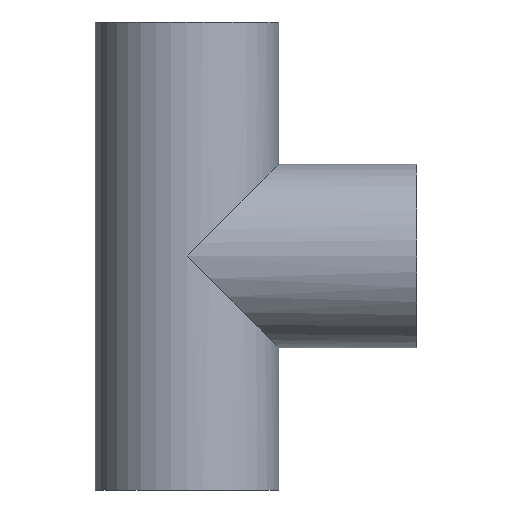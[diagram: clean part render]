
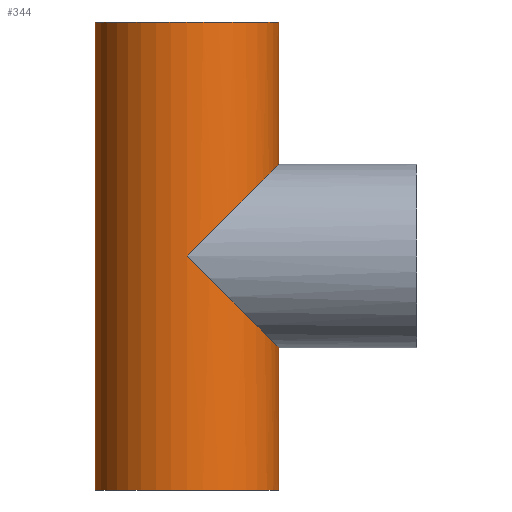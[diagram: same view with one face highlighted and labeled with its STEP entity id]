
A CAD part, front view. The second image highlights one B-rep face of the part: STEP entity #344.
In plain terms, the highlighted cylindrical face has radius 90 mm (diameter 180 mm), a partial arc.
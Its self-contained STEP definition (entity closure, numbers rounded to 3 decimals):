
#11 = EDGE_LOOP ( 'NONE', ( #107, #191, #235, #446, #398, #60, #333 ) ) ;
#20 = CIRCLE ( 'NONE', #78, 90. ) ;
#26 = CARTESIAN_POINT ( 'NONE',  ( 90., 0., 229. ) ) ;
#40 = CARTESIAN_POINT ( 'NONE',  ( 90., -52.721, 90. ) ) ;
#41 = EDGE_CURVE ( 'NONE', #165, #367, #226, .T. ) ;
#50 = CARTESIAN_POINT ( 'NONE',  ( 0., 0., 229. ) ) ;
#57 = CARTESIAN_POINT ( 'NONE',  ( 0., -90., 0. ) ) ;
#60 = ORIENTED_EDGE ( 'NONE', *, *, #385, .F. ) ;
#70 = VERTEX_POINT ( 'NONE', #280 ) ;
#72 = CARTESIAN_POINT ( 'NONE',  ( -90., 0., -229. ) ) ;
#78 = AXIS2_PLACEMENT_3D ( 'NONE', #416, #388, #222 ) ;
#96 = VECTOR ( 'NONE', #212, 1000. ) ;
#105 = DIRECTION ( 'NONE',  ( 0., 0., -1. ) ) ;
#107 = ORIENTED_EDGE ( 'NONE', *, *, #161, .F. ) ;
#114 = EDGE_CURVE ( 'NONE', #203, #144, #353, .T. ) ;
#122 = VERTEX_POINT ( 'NONE', #313 ) ;
#130 = VERTEX_POINT ( 'NONE', #26 ) ;
#141 = LINE ( 'NONE', #348, #96 ) ;
#144 = VERTEX_POINT ( 'NONE', #318 ) ;
#150 = DIRECTION ( 'NONE',  ( 0., 0., -1. ) ) ;
#151 = CARTESIAN_POINT ( 'NONE',  ( 90., 0., 229. ) ) ;
#161 = EDGE_CURVE ( 'NONE', #130, #203, #278, .T. ) ;
#165 = VERTEX_POINT ( 'NONE', #72 ) ;
#179 = EDGE_CURVE ( 'NONE', #122, #165, #141, .T. ) ;
#191 = ORIENTED_EDGE ( 'NONE', *, *, #202, .F. ) ;
#202 = EDGE_CURVE ( 'NONE', #122, #130, #20, .T. ) ;
#203 = VERTEX_POINT ( 'NONE', #218 ) ;
#208 = DIRECTION ( 'NONE',  ( 0., 0., 1. ) ) ;
#212 = DIRECTION ( 'NONE',  ( 0., 0., -1. ) ) ;
#218 = CARTESIAN_POINT ( 'NONE',  ( 90., 0., 90. ) ) ;
#221 =( BOUNDED_CURVE ( )  B_SPLINE_CURVE ( 3, ( #57, #365, #427, #227 ),
 .UNSPECIFIED., .F., .F. ) 
 B_SPLINE_CURVE_WITH_KNOTS ( ( 4, 4 ),
 ( 4.712, 6.283 ),
 .UNSPECIFIED. ) 
 CURVE ( )  GEOMETRIC_REPRESENTATION_ITEM ( )  RATIONAL_B_SPLINE_CURVE ( ( 1., 0.805, 0.805, 1. ) ) 
 REPRESENTATION_ITEM ( '' )  );
#222 = DIRECTION ( 'NONE',  ( 1., 0., 0. ) ) ;
#226 = CIRCLE ( 'NONE', #297, 90. ) ;
#227 = CARTESIAN_POINT ( 'NONE',  ( 90., 0., -90. ) ) ;
#235 = ORIENTED_EDGE ( 'NONE', *, *, #179, .T. ) ;
#240 = CARTESIAN_POINT ( 'NONE',  ( 90., 0., 90. ) ) ;
#248 = CARTESIAN_POINT ( 'NONE',  ( 0., 0., -229. ) ) ;
#254 = LINE ( 'NONE', #151, #326 ) ;
#256 = FACE_OUTER_BOUND ( 'NONE', #11, .T. ) ;
#258 = DIRECTION ( 'NONE',  ( -1., 0., 0. ) ) ;
#260 = EDGE_CURVE ( 'NONE', #70, #367, #254, .T. ) ;
#278 = LINE ( 'NONE', #410, #289 ) ;
#280 = CARTESIAN_POINT ( 'NONE',  ( 90., 0., -90. ) ) ;
#289 = VECTOR ( 'NONE', #105, 1000. ) ;
#297 = AXIS2_PLACEMENT_3D ( 'NONE', #248, #208, #384 ) ;
#313 = CARTESIAN_POINT ( 'NONE',  ( -90., 0., 229. ) ) ;
#314 = AXIS2_PLACEMENT_3D ( 'NONE', #50, #335, #258 ) ;
#318 = CARTESIAN_POINT ( 'NONE',  ( 0., -90., 0. ) ) ;
#326 = VECTOR ( 'NONE', #150, 1000. ) ;
#333 = ORIENTED_EDGE ( 'NONE', *, *, #114, .F. ) ;
#335 = DIRECTION ( 'NONE',  ( 0., 0., -1. ) ) ;
#344 = ADVANCED_FACE ( 'NONE', ( #256 ), #437, .T. ) ;
#346 = CARTESIAN_POINT ( 'NONE',  ( 0., -90., 0. ) ) ;
#348 = CARTESIAN_POINT ( 'NONE',  ( -90., 0., 229. ) ) ;
#353 =( BOUNDED_CURVE ( )  B_SPLINE_CURVE ( 3, ( #240, #40, #451, #346 ),
 .UNSPECIFIED., .F., .F. ) 
 B_SPLINE_CURVE_WITH_KNOTS ( ( 4, 4 ),
 ( 3.142, 4.712 ),
 .UNSPECIFIED. ) 
 CURVE ( )  GEOMETRIC_REPRESENTATION_ITEM ( )  RATIONAL_B_SPLINE_CURVE ( ( 1., 0.805, 0.805, 1. ) ) 
 REPRESENTATION_ITEM ( '' )  );
#365 = CARTESIAN_POINT ( 'NONE',  ( 52.721, -90., -52.721 ) ) ;
#367 = VERTEX_POINT ( 'NONE', #396 ) ;
#384 = DIRECTION ( 'NONE',  ( 1., 0., 0. ) ) ;
#385 = EDGE_CURVE ( 'NONE', #144, #70, #221, .T. ) ;
#388 = DIRECTION ( 'NONE',  ( 0., 0., 1. ) ) ;
#396 = CARTESIAN_POINT ( 'NONE',  ( 90., 0., -229. ) ) ;
#398 = ORIENTED_EDGE ( 'NONE', *, *, #260, .F. ) ;
#410 = CARTESIAN_POINT ( 'NONE',  ( 90., 0., 229. ) ) ;
#416 = CARTESIAN_POINT ( 'NONE',  ( 0., 0., 229. ) ) ;
#427 = CARTESIAN_POINT ( 'NONE',  ( 90., -52.721, -90. ) ) ;
#437 = CYLINDRICAL_SURFACE ( 'NONE', #314, 90. ) ;
#446 = ORIENTED_EDGE ( 'NONE', *, *, #41, .T. ) ;
#451 = CARTESIAN_POINT ( 'NONE',  ( 52.721, -90., 52.721 ) ) ;
